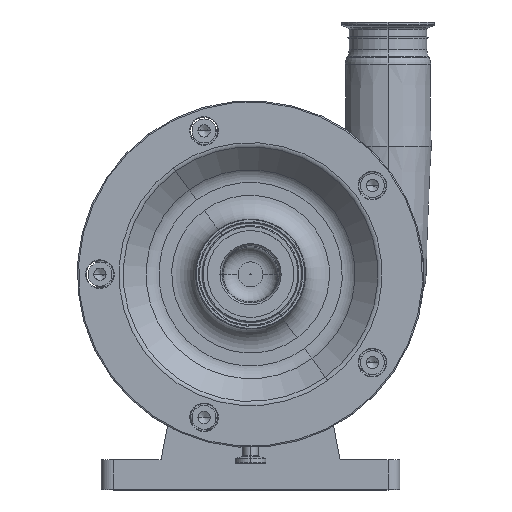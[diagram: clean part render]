
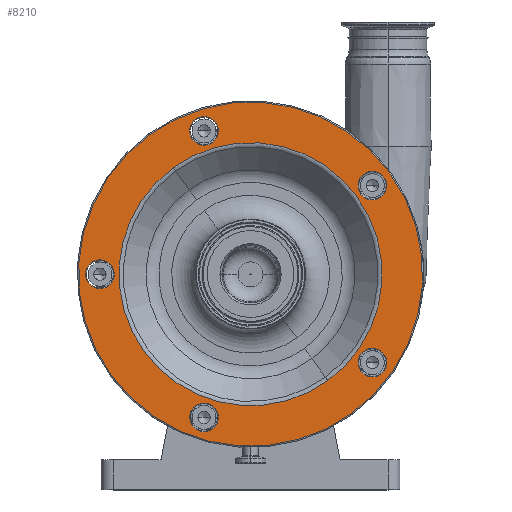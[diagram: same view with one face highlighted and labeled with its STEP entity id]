
A CAD part, top view. The second image highlights one B-rep face of the part: STEP entity #8210.
In plain terms, the highlighted planar face has unit normal (0, 0, 1).
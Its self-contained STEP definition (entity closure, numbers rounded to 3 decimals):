
#15 = DIRECTION ( 'NONE',  ( 0., 0., 1. ) ) ;
#235 = DIRECTION ( 'NONE',  ( 0.588, -0.809, 0. ) ) ;
#286 = ORIENTED_EDGE ( 'NONE', *, *, #12220, .F. ) ;
#465 = CARTESIAN_POINT ( 'NONE',  ( 64.698, 90.951, 220. ) ) ;
#506 = CIRCLE ( 'NONE', #4756, 12. ) ;
#723 = DIRECTION ( 'NONE',  ( 0., 0., 1. ) ) ;
#735 = CARTESIAN_POINT ( 'NONE',  ( 84.641, 63.502, 220. ) ) ;
#750 = DIRECTION ( 'NONE',  ( 0., 0., 1. ) ) ;
#987 = CARTESIAN_POINT ( 'NONE',  ( -45.99, 309.541, 220. ) ) ;
#1183 = CARTESIAN_POINT ( 'NONE',  ( -38.936, 299.833, 220. ) ) ;
#1217 = DIRECTION ( 'NONE',  ( 0., 0., 1. ) ) ;
#1267 = EDGE_LOOP ( 'NONE', ( #9319, #3574 ) ) ;
#1941 = EDGE_CURVE ( 'NONE', #4993, #6956, #9869, .T. ) ;
#2014 = AXIS2_PLACEMENT_3D ( 'NONE', #1183, #15904, #2882 ) ;
#2074 = VERTEX_POINT ( 'NONE', #2620 ) ;
#2306 = EDGE_CURVE ( 'NONE', #10028, #2972, #15655, .T. ) ;
#2309 = VERTEX_POINT ( 'NONE', #2413 ) ;
#2321 = DIRECTION ( 'NONE',  ( 0.588, -0.809, 0. ) ) ;
#2413 = CARTESIAN_POINT ( 'NONE',  ( 94.883, 115.647, 220. ) ) ;
#2436 = DIRECTION ( 'NONE',  ( 0.588, -0.809, 0. ) ) ;
#2525 = DIRECTION ( 'NONE',  ( 0., 0., 1. ) ) ;
#2549 = EDGE_LOOP ( 'NONE', ( #15880, #12845 ) ) ;
#2620 = CARTESIAN_POINT ( 'NONE',  ( -31.883, 290.125, 220. ) ) ;
#2638 = CARTESIAN_POINT ( 'NONE',  ( 101.936, 254.061, 220. ) ) ;
#2882 = DIRECTION ( 'NONE',  ( 0.588, -0.809, 0. ) ) ;
#2972 = VERTEX_POINT ( 'NONE', #7032 ) ;
#3314 = AXIS2_PLACEMENT_3D ( 'NONE', #12389, #13909, #6531 ) ;
#3413 = CARTESIAN_POINT ( 'NONE',  ( -118.947, 170.292, 220. ) ) ;
#3547 = AXIS2_PLACEMENT_3D ( 'NONE', #17207, #4182, #6022 ) ;
#3559 = CARTESIAN_POINT ( 'NONE',  ( -38.936, 299.833, 220. ) ) ;
#3574 = ORIENTED_EDGE ( 'NONE', *, *, #2306, .F. ) ;
#3880 = CARTESIAN_POINT ( 'NONE',  ( -133.053, 189.708, 220. ) ) ;
#3931 = VERTEX_POINT ( 'NONE', #987 ) ;
#3986 = CIRCLE ( 'NONE', #12800, 12. ) ;
#4088 = CIRCLE ( 'NONE', #2014, 12. ) ;
#4182 = DIRECTION ( 'NONE',  ( 0., 0., 1. ) ) ;
#4305 = DIRECTION ( 'NONE',  ( 0.588, -0.809, 0. ) ) ;
#4493 = FACE_BOUND ( 'NONE', #1267, .T. ) ;
#4603 = CARTESIAN_POINT ( 'NONE',  ( 0., 180., 220. ) ) ;
#4756 = AXIS2_PLACEMENT_3D ( 'NONE', #5326, #750, #6659 ) ;
#4770 = DIRECTION ( 'NONE',  ( 0., 0., 1. ) ) ;
#4881 = ORIENTED_EDGE ( 'NONE', *, *, #1941, .F. ) ;
#4947 = AXIS2_PLACEMENT_3D ( 'NONE', #18030, #5026, #10778 ) ;
#4993 = VERTEX_POINT ( 'NONE', #7799 ) ;
#5026 = DIRECTION ( 'NONE',  ( 0., 0., 1. ) ) ;
#5326 = CARTESIAN_POINT ( 'NONE',  ( -38.936, 60.167, 220. ) ) ;
#5772 = VERTEX_POINT ( 'NONE', #16566 ) ;
#5775 = CIRCLE ( 'NONE', #16370, 12. ) ;
#6022 = DIRECTION ( 'NONE',  ( 0.588, -0.809, 0. ) ) ;
#6039 = FACE_BOUND ( 'NONE', #6411, .T. ) ;
#6067 = EDGE_LOOP ( 'NONE', ( #13675, #6113 ) ) ;
#6113 = ORIENTED_EDGE ( 'NONE', *, *, #12812, .T. ) ;
#6148 = AXIS2_PLACEMENT_3D ( 'NONE', #16539, #4770, #16350 ) ;
#6411 = EDGE_LOOP ( 'NONE', ( #16160, #16278 ) ) ;
#6438 = AXIS2_PLACEMENT_3D ( 'NONE', #4603, #14752, #14949 ) ;
#6531 = DIRECTION ( 'NONE',  ( 0.588, -0.809, 0. ) ) ;
#6659 = DIRECTION ( 'NONE',  ( 0.588, -0.809, 0. ) ) ;
#6924 = CARTESIAN_POINT ( 'NONE',  ( 0., 180., 220. ) ) ;
#6956 = VERTEX_POINT ( 'NONE', #465 ) ;
#7032 = CARTESIAN_POINT ( 'NONE',  ( 108.99, 244.353, 220. ) ) ;
#7210 = CIRCLE ( 'NONE', #17212, 12. ) ;
#7548 = FACE_BOUND ( 'NONE', #2549, .T. ) ;
#7741 = DIRECTION ( 'NONE',  ( 0., 0., -1. ) ) ;
#7799 = CARTESIAN_POINT ( 'NONE',  ( -64.698, 269.049, 220. ) ) ;
#7817 = DIRECTION ( 'NONE',  ( 0., 0., 1. ) ) ;
#8210 = ADVANCED_FACE ( 'NONE', ( #12083, #6039, #7548, #4493, #10555, #9143, #13520 ), #14933, .F. ) ;
#8401 = CIRCLE ( 'NONE', #3547, 144. ) ;
#8450 = CIRCLE ( 'NONE', #12400, 12. ) ;
#8495 = EDGE_CURVE ( 'NONE', #17981, #15972, #15822, .T. ) ;
#8572 = VERTEX_POINT ( 'NONE', #9536 ) ;
#8750 = EDGE_CURVE ( 'NONE', #2972, #10028, #3986, .T. ) ;
#9143 = FACE_OUTER_BOUND ( 'NONE', #6067, .T. ) ;
#9319 = ORIENTED_EDGE ( 'NONE', *, *, #8750, .F. ) ;
#9536 = CARTESIAN_POINT ( 'NONE',  ( -45.99, 69.875, 220. ) ) ;
#9713 = DIRECTION ( 'NONE',  ( 0., 0., 1. ) ) ;
#9869 = CIRCLE ( 'NONE', #18094, 110.071 ) ;
#10028 = VERTEX_POINT ( 'NONE', #16125 ) ;
#10048 = CIRCLE ( 'NONE', #6148, 12. ) ;
#10110 = ORIENTED_EDGE ( 'NONE', *, *, #14653, .F. ) ;
#10555 = FACE_BOUND ( 'NONE', #13771, .T. ) ;
#10668 = CIRCLE ( 'NONE', #4947, 12. ) ;
#10778 = DIRECTION ( 'NONE',  ( 0.588, -0.809, 0. ) ) ;
#11370 = DIRECTION ( 'NONE',  ( 0.588, -0.809, 0. ) ) ;
#11798 = CIRCLE ( 'NONE', #3314, 110.071 ) ;
#11874 = EDGE_CURVE ( 'NONE', #8572, #5772, #506, .T. ) ;
#12064 = CARTESIAN_POINT ( 'NONE',  ( -126., 180., 220. ) ) ;
#12083 = FACE_BOUND ( 'NONE', #12291, .T. ) ;
#12220 = EDGE_CURVE ( 'NONE', #3931, #2074, #4088, .T. ) ;
#12291 = EDGE_LOOP ( 'NONE', ( #16026, #13034 ) ) ;
#12389 = CARTESIAN_POINT ( 'NONE',  ( 0., 180., 220. ) ) ;
#12400 = AXIS2_PLACEMENT_3D ( 'NONE', #3559, #17829, #235 ) ;
#12489 = CARTESIAN_POINT ( 'NONE',  ( 108.99, 96.231, 220. ) ) ;
#12674 = DIRECTION ( 'NONE',  ( 0.588, -0.809, 0. ) ) ;
#12783 = AXIS2_PLACEMENT_3D ( 'NONE', #18287, #723, #2321 ) ;
#12800 = AXIS2_PLACEMENT_3D ( 'NONE', #2638, #1217, #11370 ) ;
#12812 = EDGE_CURVE ( 'NONE', #16627, #13156, #8401, .T. ) ;
#12842 = EDGE_CURVE ( 'NONE', #15972, #17981, #7210, .T. ) ;
#12845 = ORIENTED_EDGE ( 'NONE', *, *, #12842, .F. ) ;
#12927 = AXIS2_PLACEMENT_3D ( 'NONE', #13917, #9713, #12674 ) ;
#13034 = ORIENTED_EDGE ( 'NONE', *, *, #18187, .F. ) ;
#13156 = VERTEX_POINT ( 'NONE', #735 ) ;
#13520 = FACE_BOUND ( 'NONE', #13947, .T. ) ;
#13675 = ORIENTED_EDGE ( 'NONE', *, *, #16727, .T. ) ;
#13771 = EDGE_LOOP ( 'NONE', ( #10110, #4881 ) ) ;
#13909 = DIRECTION ( 'NONE',  ( 0., 0., 1. ) ) ;
#13917 = CARTESIAN_POINT ( 'NONE',  ( 101.936, 254.061, 220. ) ) ;
#13947 = EDGE_LOOP ( 'NONE', ( #18182, #286 ) ) ;
#14367 = CARTESIAN_POINT ( 'NONE',  ( 101.936, 105.939, 220. ) ) ;
#14505 = EDGE_CURVE ( 'NONE', #2074, #3931, #8450, .T. ) ;
#14543 = DIRECTION ( 'NONE',  ( -0.588, 0.809, 0. ) ) ;
#14586 = CIRCLE ( 'NONE', #6438, 144. ) ;
#14653 = EDGE_CURVE ( 'NONE', #6956, #4993, #11798, .T. ) ;
#14752 = DIRECTION ( 'NONE',  ( 0., 0., 1. ) ) ;
#14807 = EDGE_CURVE ( 'NONE', #17417, #2309, #5775, .T. ) ;
#14812 = DIRECTION ( 'NONE',  ( 0.588, -0.809, 0. ) ) ;
#14933 = PLANE ( 'NONE',  #17691 ) ;
#14949 = DIRECTION ( 'NONE',  ( 0.588, -0.809, 0. ) ) ;
#15655 = CIRCLE ( 'NONE', #12927, 12. ) ;
#15822 = CIRCLE ( 'NONE', #12783, 12. ) ;
#15880 = ORIENTED_EDGE ( 'NONE', *, *, #8495, .F. ) ;
#15904 = DIRECTION ( 'NONE',  ( 0., 0., 1. ) ) ;
#15972 = VERTEX_POINT ( 'NONE', #3880 ) ;
#16026 = ORIENTED_EDGE ( 'NONE', *, *, #14807, .F. ) ;
#16125 = CARTESIAN_POINT ( 'NONE',  ( 94.883, 263.769, 220. ) ) ;
#16160 = ORIENTED_EDGE ( 'NONE', *, *, #17431, .F. ) ;
#16278 = ORIENTED_EDGE ( 'NONE', *, *, #11874, .F. ) ;
#16285 = CARTESIAN_POINT ( 'NONE',  ( -84.641, 296.498, 220. ) ) ;
#16350 = DIRECTION ( 'NONE',  ( 0.588, -0.809, 0. ) ) ;
#16370 = AXIS2_PLACEMENT_3D ( 'NONE', #14367, #15, #4305 ) ;
#16539 = CARTESIAN_POINT ( 'NONE',  ( 101.936, 105.939, 220. ) ) ;
#16566 = CARTESIAN_POINT ( 'NONE',  ( -31.883, 50.459, 220. ) ) ;
#16627 = VERTEX_POINT ( 'NONE', #16285 ) ;
#16727 = EDGE_CURVE ( 'NONE', #13156, #16627, #14586, .T. ) ;
#17207 = CARTESIAN_POINT ( 'NONE',  ( 0., 180., 220. ) ) ;
#17212 = AXIS2_PLACEMENT_3D ( 'NONE', #12064, #7817, #14812 ) ;
#17417 = VERTEX_POINT ( 'NONE', #12489 ) ;
#17431 = EDGE_CURVE ( 'NONE', #5772, #8572, #10668, .T. ) ;
#17505 = CARTESIAN_POINT ( 'NONE',  ( 116.498, 264.641, 220. ) ) ;
#17691 = AXIS2_PLACEMENT_3D ( 'NONE', #17505, #7741, #14543 ) ;
#17829 = DIRECTION ( 'NONE',  ( 0., 0., 1. ) ) ;
#17981 = VERTEX_POINT ( 'NONE', #3413 ) ;
#18030 = CARTESIAN_POINT ( 'NONE',  ( -38.936, 60.167, 220. ) ) ;
#18094 = AXIS2_PLACEMENT_3D ( 'NONE', #6924, #2525, #2436 ) ;
#18182 = ORIENTED_EDGE ( 'NONE', *, *, #14505, .F. ) ;
#18187 = EDGE_CURVE ( 'NONE', #2309, #17417, #10048, .T. ) ;
#18287 = CARTESIAN_POINT ( 'NONE',  ( -126., 180., 220. ) ) ;
